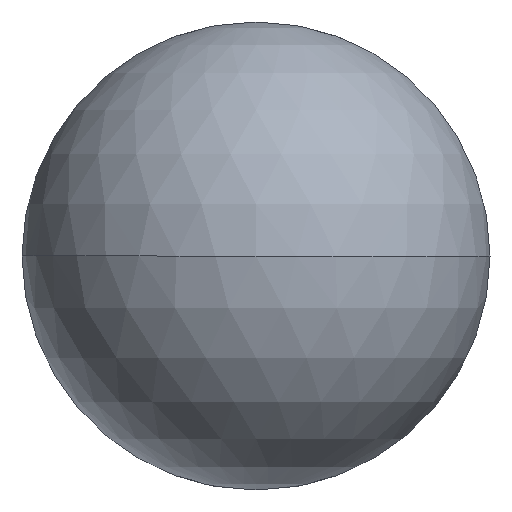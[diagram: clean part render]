
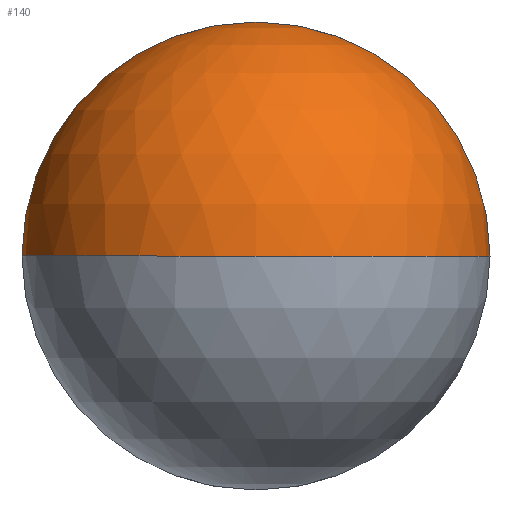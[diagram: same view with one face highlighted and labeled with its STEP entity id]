
A CAD part, front view. The second image highlights one B-rep face of the part: STEP entity #140.
In plain terms, the highlighted spherical face has radius 9.525 mm.
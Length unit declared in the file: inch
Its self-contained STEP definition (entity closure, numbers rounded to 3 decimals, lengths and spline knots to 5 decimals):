
#1 = ORIENTED_EDGE ( 'NONE', *, *, #339, .F. ) ;
#2 = DIRECTION ( 'NONE',  ( 0., -1., 0. ) ) ;
#4 = CARTESIAN_POINT ( 'NONE',  ( 0., 0., 0. ) ) ;
#6 = CARTESIAN_POINT ( 'NONE',  ( -0.375, 0.375, 0. ) ) ;
#38 = VERTEX_POINT ( 'NONE', #297 ) ;
#43 = FACE_OUTER_BOUND ( 'NONE', #100, .T. ) ;
#53 = SPHERICAL_SURFACE ( 'NONE', #94, 0.375 ) ;
#76 = CIRCLE ( 'NONE', #123, 0.375 ) ;
#94 = AXIS2_PLACEMENT_3D ( 'NONE', #139, #337, #175 ) ;
#100 = EDGE_LOOP ( 'NONE', ( #220, #247, #1, #238 ) ) ;
#106 = DIRECTION ( 'NONE',  ( 0., 0., 1. ) ) ;
#113 = DIRECTION ( 'NONE',  ( 0., -1., 0. ) ) ;
#120 = CARTESIAN_POINT ( 'NONE',  ( 0., 0.375, 0. ) ) ;
#123 = AXIS2_PLACEMENT_3D ( 'NONE', #275, #113, #281 ) ;
#125 = DIRECTION ( 'NONE',  ( 0., 0., -1. ) ) ;
#136 = CIRCLE ( 'NONE', #205, 0.375 ) ;
#139 = CARTESIAN_POINT ( 'NONE',  ( 0., 0.375, 0. ) ) ;
#140 = ADVANCED_FACE ( 'NONE', ( #43 ), #53, .T. ) ;
#145 = EDGE_CURVE ( 'NONE', #356, #38, #76, .T. ) ;
#161 = EDGE_CURVE ( 'NONE', #353, #313, #332, .T. ) ;
#175 = DIRECTION ( 'NONE',  ( 1., 0., 0. ) ) ;
#182 = DIRECTION ( 'NONE',  ( 0., 0., -1. ) ) ;
#202 = AXIS2_PLACEMENT_3D ( 'NONE', #218, #106, #305 ) ;
#205 = AXIS2_PLACEMENT_3D ( 'NONE', #235, #182, #292 ) ;
#218 = CARTESIAN_POINT ( 'NONE',  ( 0., 0.375, 0. ) ) ;
#220 = ORIENTED_EDGE ( 'NONE', *, *, #311, .T. ) ;
#235 = CARTESIAN_POINT ( 'NONE',  ( 0., 0.375, 0. ) ) ;
#238 = ORIENTED_EDGE ( 'NONE', *, *, #145, .T. ) ;
#239 = AXIS2_PLACEMENT_3D ( 'NONE', #120, #2, #125 ) ;
#247 = ORIENTED_EDGE ( 'NONE', *, *, #161, .T. ) ;
#275 = CARTESIAN_POINT ( 'NONE',  ( 0., 0.375, 0. ) ) ;
#279 = CIRCLE ( 'NONE', #239, 0.375 ) ;
#281 = DIRECTION ( 'NONE',  ( 0., 0., -1. ) ) ;
#292 = DIRECTION ( 'NONE',  ( -1., 0., 0. ) ) ;
#297 = CARTESIAN_POINT ( 'NONE',  ( 0., 0.375, 0.375 ) ) ;
#305 = DIRECTION ( 'NONE',  ( 1., 0., 0. ) ) ;
#311 = EDGE_CURVE ( 'NONE', #38, #353, #279, .T. ) ;
#313 = VERTEX_POINT ( 'NONE', #4 ) ;
#328 = CARTESIAN_POINT ( 'NONE',  ( 0.375, 0.375, 0. ) ) ;
#332 = CIRCLE ( 'NONE', #202, 0.375 ) ;
#337 = DIRECTION ( 'NONE',  ( 0., 0., 1. ) ) ;
#339 = EDGE_CURVE ( 'NONE', #356, #313, #136, .T. ) ;
#353 = VERTEX_POINT ( 'NONE', #6 ) ;
#356 = VERTEX_POINT ( 'NONE', #328 ) ;
